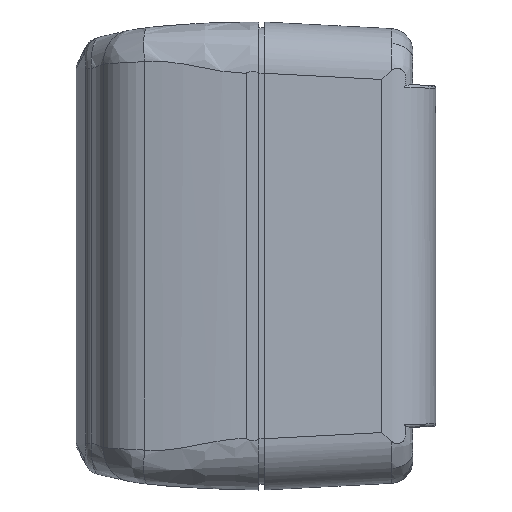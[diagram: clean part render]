
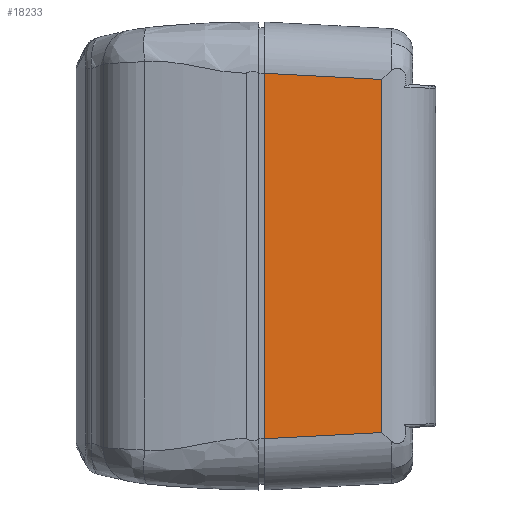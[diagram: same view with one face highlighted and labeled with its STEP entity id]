
A CAD part, left-side view. The second image highlights one B-rep face of the part: STEP entity #18233.
In plain terms, the highlighted planar face has unit normal (-0.999, -0.052, 0).
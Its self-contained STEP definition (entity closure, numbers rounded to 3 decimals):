
#10602=DIRECTION('',(0.,0.,-1.));
#10603=VECTOR('',#10602,30.937);
#10604=CARTESIAN_POINT('',(-34.462,-10.262,
15.468));
#10605=LINE('',#10604,#10603);
#11144=CARTESIAN_POINT('',(-35.,0.,16.006));
#11158=DIRECTION('',(0.052,-0.997,0.052));
#11159=VECTOR('',#11158,10.29);
#11160=CARTESIAN_POINT('',(-35.,0.,-16.006));
#11161=LINE('',#11160,#11159);
#11162=DIRECTION('',(0.,0.,-1.));
#11163=VECTOR('',#11162,32.012);
#11164=CARTESIAN_POINT('',(-35.,0.,16.006));
#11165=LINE('',#11164,#11163);
#11166=DIRECTION('',(-0.052,0.997,0.052));
#11167=VECTOR('',#11166,10.29);
#11168=CARTESIAN_POINT('',(-34.462,-10.262,
15.468));
#11169=LINE('',#11168,#11167);
#11185=CARTESIAN_POINT('',(-34.462,-10.262,
-15.468));
#15774=VERTEX_POINT('',#11144);
#15925=CARTESIAN_POINT('',(-35.,0.,-16.006));
#15926=VERTEX_POINT('',#15925);
#16006=VERTEX_POINT('',#11185);
#16193=CARTESIAN_POINT('',(-34.462,-10.262,
15.468));
#16194=VERTEX_POINT('',#16193);
#18220=CARTESIAN_POINT('',(-35.,0.,-20.5));
#18221=DIRECTION('',(-0.999,-0.052,0.));
#18222=DIRECTION('',(0.052,-0.999,0.));
#18223=AXIS2_PLACEMENT_3D('',#18220,#18221,#18222);
#18224=PLANE('',#18223);
#18225=ORIENTED_EDGE('',*,*,#17329,.T.);
#18227=ORIENTED_EDGE('',*,*,#18226,.F.);
#18229=ORIENTED_EDGE('',*,*,#18228,.F.);
#18230=ORIENTED_EDGE('',*,*,#18209,.F.);
#18231=EDGE_LOOP('',(#18225,#18227,#18229,#18230));
#18232=FACE_OUTER_BOUND('',#18231,.F.);
#18233=ADVANCED_FACE('',(#18232),#18224,.T.);
#17329=EDGE_CURVE('',#16194,#16006,#10605,.T.);
#18209=EDGE_CURVE('',#16194,#15774,#11169,.T.);
#18226=EDGE_CURVE('',#15926,#16006,#11161,.T.);
#18228=EDGE_CURVE('',#15774,#15926,#11165,.T.);
